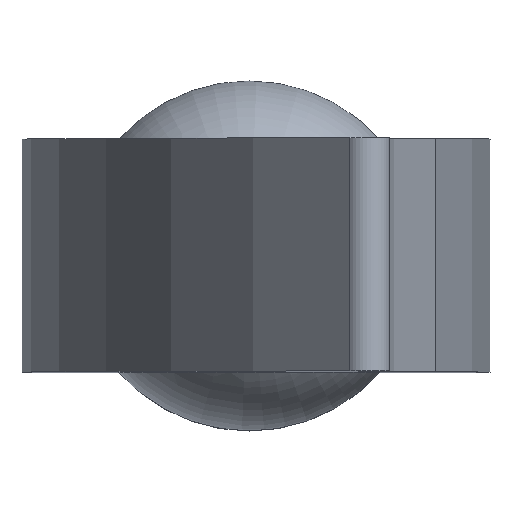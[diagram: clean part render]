
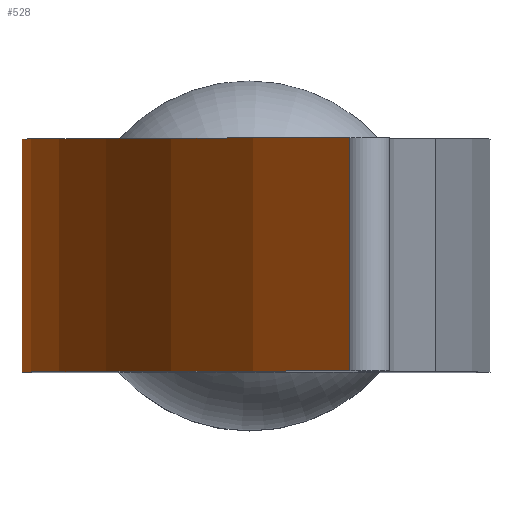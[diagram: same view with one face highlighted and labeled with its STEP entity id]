
A CAD part, top view. The second image highlights one B-rep face of the part: STEP entity #528.
In plain terms, the highlighted cylindrical face has radius 23.923 mm (diameter 47.846 mm), a partial arc.
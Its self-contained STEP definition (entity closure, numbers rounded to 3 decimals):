
#21 = EDGE_CURVE('',#22,#24,#26,.T.);
#22 = VERTEX_POINT('',#23);
#23 = CARTESIAN_POINT('',(2.158,2.5,23.345));
#24 = VERTEX_POINT('',#25);
#25 = CARTESIAN_POINT('',(-4.,2.5,0.));
#26 = SURFACE_CURVE('',#27,(#32,#44),.PCURVE_S1.);
#27 = CIRCLE('',#28,23.923);
#28 = AXIS2_PLACEMENT_3D('',#29,#30,#31);
#29 = CARTESIAN_POINT('',(19.05,2.5,6.404));
#30 = DIRECTION('',(0.,-1.,0.));
#31 = DIRECTION('',(1.,0.,0.));
#32 = PCURVE('',#33,#38);
#33 = PLANE('',#34);
#34 = AXIS2_PLACEMENT_3D('',#35,#36,#37);
#35 = CARTESIAN_POINT('',(0.643,2.5,11.22));
#36 = DIRECTION('',(-0.,-1.,0.));
#37 = DIRECTION('',(0.,0.,-1.));
#38 = DEFINITIONAL_REPRESENTATION('',(#39),#43);
#39 = CIRCLE('',#40,23.923);
#40 = AXIS2_PLACEMENT_2D('',#41,#42);
#41 = CARTESIAN_POINT('',(4.816,18.407));
#42 = DIRECTION('',(0.,1.));
#43 = ( GEOMETRIC_REPRESENTATION_CONTEXT(2) 
PARAMETRIC_REPRESENTATION_CONTEXT() REPRESENTATION_CONTEXT('2D SPACE',''
  ) );
#44 = PCURVE('',#45,#50);
#45 = CYLINDRICAL_SURFACE('',#46,23.923);
#46 = AXIS2_PLACEMENT_3D('',#47,#48,#49);
#47 = CARTESIAN_POINT('',(19.05,2.5,6.404));
#48 = DIRECTION('',(0.,1.,0.));
#49 = DIRECTION('',(1.,0.,0.));
#50 = DEFINITIONAL_REPRESENTATION('',(#51),#54);
#51 = B_SPLINE_CURVE_WITH_KNOTS('',1,(#52,#53),.UNSPECIFIED.,.F.,.F.,(2,
    2),(2.251,3.413),.PIECEWISE_BEZIER_KNOTS.);
#52 = CARTESIAN_POINT('',(-2.251,0.));
#53 = CARTESIAN_POINT('',(-3.413,0.));
#54 = ( GEOMETRIC_REPRESENTATION_CONTEXT(2) 
PARAMETRIC_REPRESENTATION_CONTEXT() REPRESENTATION_CONTEXT('2D SPACE',''
  ) );
#72 = PLANE('',#73);
#73 = AXIS2_PLACEMENT_3D('',#74,#75,#76);
#74 = CARTESIAN_POINT('',(-4.,2.5,0.));
#75 = DIRECTION('',(0.,0.,1.));
#76 = DIRECTION('',(1.,0.,0.));
#471 = ( BOUNDED_SURFACE() B_SPLINE_SURFACE(6,2,(
    (#472,#473,#474,#475,#476)
    ,(#477,#478,#479,#480,#481)
    ,(#482,#483,#484,#485,#486)
    ,(#487,#488,#489,#490,#491)
    ,(#492,#493,#494,#495,#496)
    ,(#497,#498,#499,#500,#501)
    ,(#502,#503,#504,#505,#506
)),.UNSPECIFIED.,.F.,.F.,.F.) B_SPLINE_SURFACE_WITH_KNOTS((7,7),(3,1,1,3
    ),(0.,5.),(-0.306,0.,5.,5.306),.UNSPECIFIED.) 
GEOMETRIC_REPRESENTATION_ITEM() RATIONAL_B_SPLINE_SURFACE((
    (1.095,1.095,1.095,1.095
      ,1.095)
    ,(1.028,1.028,1.028,1.028
      ,1.028)
    ,(0.994,0.994,0.994,0.994
      ,0.994)
    ,(0.983,0.983,0.983,0.983
      ,0.983)
    ,(0.994,0.994,0.994,0.994
      ,0.994)
    ,(1.028,1.028,1.028,1.028
      ,1.028)
    ,(1.095,1.095,1.095,1.095
,1.095))) REPRESENTATION_ITEM('') SURFACE() );
#472 = CARTESIAN_POINT('',(2.158,2.806,23.345));
#473 = CARTESIAN_POINT('',(2.158,2.653,23.345));
#474 = CARTESIAN_POINT('',(2.158,0.,23.345));
#475 = CARTESIAN_POINT('',(2.158,-2.653,23.345));
#476 = CARTESIAN_POINT('',(2.158,-2.806,23.345));
#477 = CARTESIAN_POINT('',(2.328,2.806,23.513));
#478 = CARTESIAN_POINT('',(2.328,2.653,23.513));
#479 = CARTESIAN_POINT('',(2.328,0.,23.513));
#480 = CARTESIAN_POINT('',(2.328,-2.653,23.513));
#481 = CARTESIAN_POINT('',(2.328,-2.806,23.513));
#482 = CARTESIAN_POINT('',(2.576,2.806,23.574));
#483 = CARTESIAN_POINT('',(2.576,2.653,23.574));
#484 = CARTESIAN_POINT('',(2.576,0.,23.574));
#485 = CARTESIAN_POINT('',(2.576,-2.653,23.574));
#486 = CARTESIAN_POINT('',(2.576,-2.806,23.574));
#487 = CARTESIAN_POINT('',(2.829,2.806,23.497));
#488 = CARTESIAN_POINT('',(2.829,2.653,23.497));
#489 = CARTESIAN_POINT('',(2.829,0.,23.497));
#490 = CARTESIAN_POINT('',(2.829,-2.653,23.497));
#491 = CARTESIAN_POINT('',(2.829,-2.806,23.497));
#492 = CARTESIAN_POINT('',(3.008,2.806,23.302));
#493 = CARTESIAN_POINT('',(3.008,2.653,23.302));
#494 = CARTESIAN_POINT('',(3.008,0.,23.302));
#495 = CARTESIAN_POINT('',(3.008,-2.653,23.302));
#496 = CARTESIAN_POINT('',(3.008,-2.806,23.302));
#497 = CARTESIAN_POINT('',(3.062,2.806,23.052));
#498 = CARTESIAN_POINT('',(3.062,2.653,23.052));
#499 = CARTESIAN_POINT('',(3.062,0.,23.052));
#500 = CARTESIAN_POINT('',(3.062,-2.653,23.052));
#501 = CARTESIAN_POINT('',(3.062,-2.806,23.052));
#502 = CARTESIAN_POINT('',(2.984,2.806,22.827));
#503 = CARTESIAN_POINT('',(2.984,2.653,22.827));
#504 = CARTESIAN_POINT('',(2.984,0.,22.827));
#505 = CARTESIAN_POINT('',(2.984,-2.653,22.827));
#506 = CARTESIAN_POINT('',(2.984,-2.806,22.827));
#528 = ADVANCED_FACE('',(#529),#45,.T.);
#529 = FACE_BOUND('',#530,.F.);
#530 = EDGE_LOOP('',(#531,#532,#556,#584));
#531 = ORIENTED_EDGE('',*,*,#21,.F.);
#532 = ORIENTED_EDGE('',*,*,#533,.T.);
#533 = EDGE_CURVE('',#22,#534,#536,.T.);
#534 = VERTEX_POINT('',#535);
#535 = CARTESIAN_POINT('',(2.158,-2.5,23.345));
#536 = SURFACE_CURVE('',#537,(#543,#549),.PCURVE_S1.);
#537 = B_SPLINE_CURVE_WITH_KNOTS('',2,(#538,#539,#540,#541,#542),
  .UNSPECIFIED.,.F.,.F.,(3,1,1,3),(-0.306,0.,5.,5.306),
  .UNSPECIFIED.);
#538 = CARTESIAN_POINT('',(2.158,2.806,23.345));
#539 = CARTESIAN_POINT('',(2.158,2.653,23.345));
#540 = CARTESIAN_POINT('',(2.158,0.,23.345));
#541 = CARTESIAN_POINT('',(2.158,-2.653,23.345));
#542 = CARTESIAN_POINT('',(2.158,-2.806,23.345));
#543 = PCURVE('',#45,#544);
#544 = DEFINITIONAL_REPRESENTATION('',(#545),#548);
#545 = B_SPLINE_CURVE_WITH_KNOTS('',1,(#546,#547),.UNSPECIFIED.,.F.,.F.,
  (2,2),(0.,5.),.PIECEWISE_BEZIER_KNOTS.);
#546 = CARTESIAN_POINT('',(-2.355,0.));
#547 = CARTESIAN_POINT('',(-2.355,-5.));
#548 = ( GEOMETRIC_REPRESENTATION_CONTEXT(2) 
PARAMETRIC_REPRESENTATION_CONTEXT() REPRESENTATION_CONTEXT('2D SPACE',''
  ) );
#549 = PCURVE('',#471,#550);
#550 = DEFINITIONAL_REPRESENTATION('',(#551),#555);
#551 = LINE('',#552,#553);
#552 = CARTESIAN_POINT('',(0.,0.));
#553 = VECTOR('',#554,1.);
#554 = DIRECTION('',(0.,1.));
#555 = ( GEOMETRIC_REPRESENTATION_CONTEXT(2) 
PARAMETRIC_REPRESENTATION_CONTEXT() REPRESENTATION_CONTEXT('2D SPACE',''
  ) );
#556 = ORIENTED_EDGE('',*,*,#557,.T.);
#557 = EDGE_CURVE('',#534,#558,#560,.T.);
#558 = VERTEX_POINT('',#559);
#559 = CARTESIAN_POINT('',(-4.,-2.5,0.));
#560 = SURFACE_CURVE('',#561,(#566,#572),.PCURVE_S1.);
#561 = CIRCLE('',#562,23.923);
#562 = AXIS2_PLACEMENT_3D('',#563,#564,#565);
#563 = CARTESIAN_POINT('',(19.05,-2.5,6.404));
#564 = DIRECTION('',(0.,-1.,0.));
#565 = DIRECTION('',(1.,0.,0.));
#566 = PCURVE('',#45,#567);
#567 = DEFINITIONAL_REPRESENTATION('',(#568),#571);
#568 = B_SPLINE_CURVE_WITH_KNOTS('',1,(#569,#570),.UNSPECIFIED.,.F.,.F.,
  (2,2),(2.251,3.413),.PIECEWISE_BEZIER_KNOTS.);
#569 = CARTESIAN_POINT('',(-2.251,-5.));
#570 = CARTESIAN_POINT('',(-3.413,-5.));
#571 = ( GEOMETRIC_REPRESENTATION_CONTEXT(2) 
PARAMETRIC_REPRESENTATION_CONTEXT() REPRESENTATION_CONTEXT('2D SPACE',''
  ) );
#572 = PCURVE('',#573,#578);
#573 = PLANE('',#574);
#574 = AXIS2_PLACEMENT_3D('',#575,#576,#577);
#575 = CARTESIAN_POINT('',(0.643,-2.5,11.22));
#576 = DIRECTION('',(-0.,-1.,0.));
#577 = DIRECTION('',(0.,0.,-1.));
#578 = DEFINITIONAL_REPRESENTATION('',(#579),#583);
#579 = CIRCLE('',#580,23.923);
#580 = AXIS2_PLACEMENT_2D('',#581,#582);
#581 = CARTESIAN_POINT('',(4.816,18.407));
#582 = DIRECTION('',(0.,1.));
#583 = ( GEOMETRIC_REPRESENTATION_CONTEXT(2) 
PARAMETRIC_REPRESENTATION_CONTEXT() REPRESENTATION_CONTEXT('2D SPACE',''
  ) );
#584 = ORIENTED_EDGE('',*,*,#585,.F.);
#585 = EDGE_CURVE('',#24,#558,#586,.T.);
#586 = SURFACE_CURVE('',#587,(#591,#597),.PCURVE_S1.);
#587 = LINE('',#588,#589);
#588 = CARTESIAN_POINT('',(-4.,2.5,0.));
#589 = VECTOR('',#590,1.);
#590 = DIRECTION('',(0.,-1.,0.));
#591 = PCURVE('',#45,#592);
#592 = DEFINITIONAL_REPRESENTATION('',(#593),#596);
#593 = B_SPLINE_CURVE_WITH_KNOTS('',1,(#594,#595),.UNSPECIFIED.,.F.,.F.,
  (2,2),(0.,5.),.PIECEWISE_BEZIER_KNOTS.);
#594 = CARTESIAN_POINT('',(-3.413,0.));
#595 = CARTESIAN_POINT('',(-3.413,-5.));
#596 = ( GEOMETRIC_REPRESENTATION_CONTEXT(2) 
PARAMETRIC_REPRESENTATION_CONTEXT() REPRESENTATION_CONTEXT('2D SPACE',''
  ) );
#597 = PCURVE('',#72,#598);
#598 = DEFINITIONAL_REPRESENTATION('',(#599),#603);
#599 = LINE('',#600,#601);
#600 = CARTESIAN_POINT('',(0.,0.));
#601 = VECTOR('',#602,1.);
#602 = DIRECTION('',(0.,-1.));
#603 = ( GEOMETRIC_REPRESENTATION_CONTEXT(2) 
PARAMETRIC_REPRESENTATION_CONTEXT() REPRESENTATION_CONTEXT('2D SPACE',''
  ) );
